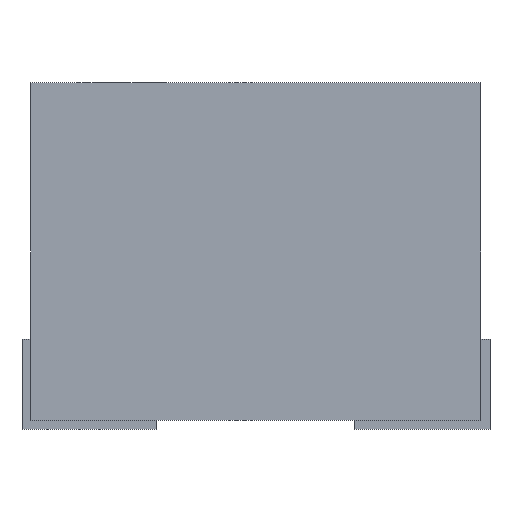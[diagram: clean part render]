
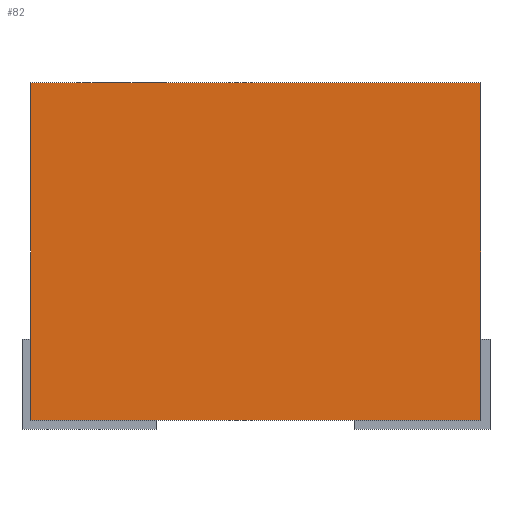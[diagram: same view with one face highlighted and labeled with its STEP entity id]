
A CAD part, front view. The second image highlights one B-rep face of the part: STEP entity #82.
In plain terms, the highlighted planar face has unit normal (0, -1, 0).
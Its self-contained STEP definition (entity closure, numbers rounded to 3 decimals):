
#13=DIRECTION('',(0.,0.,1.));
#14=DIRECTION('',(1.,0.,0.));
#58=EDGE_CURVE('',#59,#61,#63,.T.);
#59=VERTEX_POINT('',#60);
#60=CARTESIAN_POINT('',(-0.5,-0.75,0.02));
#61=VERTEX_POINT('',#62);
#62=CARTESIAN_POINT('',(-0.5,-0.75,0.77));
#63=LINE('',#60,#64);
#64=VECTOR('',#13,1.);
#71=DIRECTION('',(0.,1.,0.));
#82=ADVANCED_FACE('',(#83),#100,.F.);
#83=FACE_BOUND('',#84,.F.);
#84=EDGE_LOOP('',(#85,#91,#92,#97));
#85=ORIENTED_EDGE('',*,*,#86,.F.);
#86=EDGE_CURVE('',#59,#87,#89,.T.);
#87=VERTEX_POINT('',#88);
#88=CARTESIAN_POINT('',(0.5,-0.75,0.02));
#89=LINE('',#60,#90);
#90=VECTOR('',#14,1.);
#91=ORIENTED_EDGE('',*,*,#58,.T.);
#92=ORIENTED_EDGE('',*,*,#93,.T.);
#93=EDGE_CURVE('',#61,#94,#96,.T.);
#94=VERTEX_POINT('',#95);
#95=CARTESIAN_POINT('',(0.5,-0.75,0.77));
#96=LINE('',#62,#90);
#97=ORIENTED_EDGE('',*,*,#98,.F.);
#98=EDGE_CURVE('',#87,#94,#99,.T.);
#99=LINE('',#88,#64);
#100=PLANE('',#101);
#101=AXIS2_PLACEMENT_3D('',#60,#71,#13);
